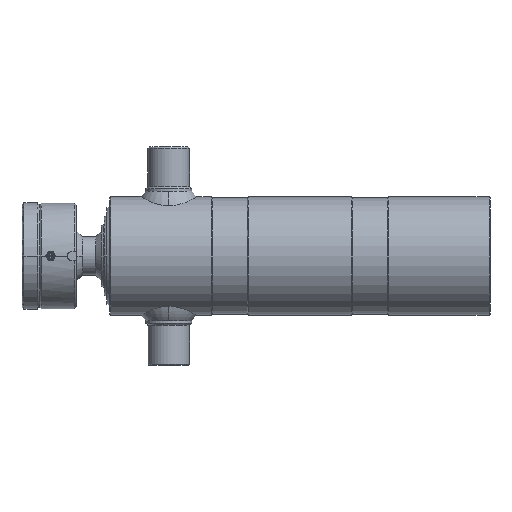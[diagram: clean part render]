
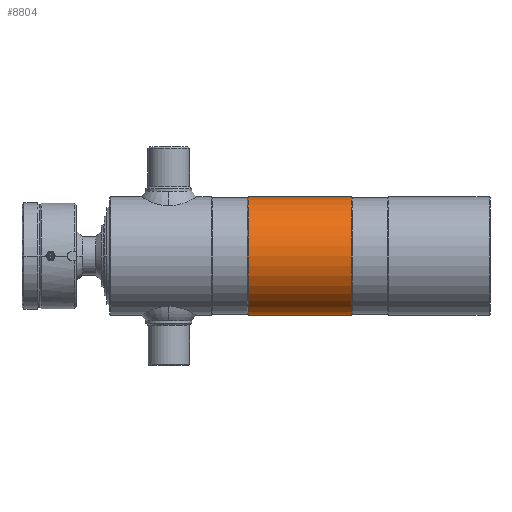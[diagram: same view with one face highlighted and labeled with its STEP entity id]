
A CAD part, left-side view. The second image highlights one B-rep face of the part: STEP entity #8804.
In plain terms, the highlighted cylindrical face has radius 64 mm (diameter 128 mm), a partial arc.
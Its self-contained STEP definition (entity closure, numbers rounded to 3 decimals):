
#158 = DIRECTION ( 'NONE',  ( 0., 0., -1. ) ) ;
#342 = DIRECTION ( 'NONE',  ( 0., 0., -1. ) ) ;
#380 = CARTESIAN_POINT ( 'NONE',  ( 0., -30.734, 0. ) ) ;
#501 = DIRECTION ( 'NONE',  ( 0., -1., 0. ) ) ;
#676 = AXIS2_PLACEMENT_3D ( 'NONE', #5634, #766, #6437 ) ;
#766 = DIRECTION ( 'NONE',  ( 0., -1., 0. ) ) ;
#1412 = VERTEX_POINT ( 'NONE', #5917 ) ;
#2164 = CARTESIAN_POINT ( 'NONE',  ( 0., 262., 64. ) ) ;
#2440 = EDGE_LOOP ( 'NONE', ( #7057, #10423, #7805, #2860 ) ) ;
#2809 = EDGE_CURVE ( 'NONE', #8496, #5232, #8226, .T. ) ;
#2860 = ORIENTED_EDGE ( 'NONE', *, *, #6499, .F. ) ;
#2895 = AXIS2_PLACEMENT_3D ( 'NONE', #380, #10027, #342 ) ;
#3045 = CARTESIAN_POINT ( 'NONE',  ( 0., -30.734, 64. ) ) ;
#3972 = CARTESIAN_POINT ( 'NONE',  ( 0., 262., -64. ) ) ;
#4182 = VERTEX_POINT ( 'NONE', #9256 ) ;
#4292 = EDGE_CURVE ( 'NONE', #8496, #1412, #6901, .T. ) ;
#5028 = DIRECTION ( 'NONE',  ( 0., -1., 0. ) ) ;
#5232 = VERTEX_POINT ( 'NONE', #3972 ) ;
#5445 = LINE ( 'NONE', #9401, #9498 ) ;
#5472 = DIRECTION ( 'NONE',  ( 0., -1., 0. ) ) ;
#5634 = CARTESIAN_POINT ( 'NONE',  ( 0., 262., 0. ) ) ;
#5917 = CARTESIAN_POINT ( 'NONE',  ( 0., 150., 64. ) ) ;
#6000 = VECTOR ( 'NONE', #5472, 1000. ) ;
#6062 = CYLINDRICAL_SURFACE ( 'NONE', #2895, 64. ) ;
#6437 = DIRECTION ( 'NONE',  ( 0., 0., -1. ) ) ;
#6499 = EDGE_CURVE ( 'NONE', #1412, #4182, #7422, .T. ) ;
#6901 = LINE ( 'NONE', #3045, #6000 ) ;
#7057 = ORIENTED_EDGE ( 'NONE', *, *, #4292, .F. ) ;
#7092 = AXIS2_PLACEMENT_3D ( 'NONE', #9885, #5028, #158 ) ;
#7422 = CIRCLE ( 'NONE', #7092, 64. ) ;
#7805 = ORIENTED_EDGE ( 'NONE', *, *, #8033, .T. ) ;
#8033 = EDGE_CURVE ( 'NONE', #5232, #4182, #5445, .T. ) ;
#8226 = CIRCLE ( 'NONE', #676, 64. ) ;
#8496 = VERTEX_POINT ( 'NONE', #2164 ) ;
#8804 = ADVANCED_FACE ( 'NONE', ( #10366 ), #6062, .T. ) ;
#9256 = CARTESIAN_POINT ( 'NONE',  ( 0., 150., -64. ) ) ;
#9401 = CARTESIAN_POINT ( 'NONE',  ( 0., -30.734, -64. ) ) ;
#9498 = VECTOR ( 'NONE', #501, 1000. ) ;
#9885 = CARTESIAN_POINT ( 'NONE',  ( 0., 150., 0. ) ) ;
#10027 = DIRECTION ( 'NONE',  ( 0., -1., 0. ) ) ;
#10366 = FACE_OUTER_BOUND ( 'NONE', #2440, .T. ) ;
#10423 = ORIENTED_EDGE ( 'NONE', *, *, #2809, .T. ) ;
